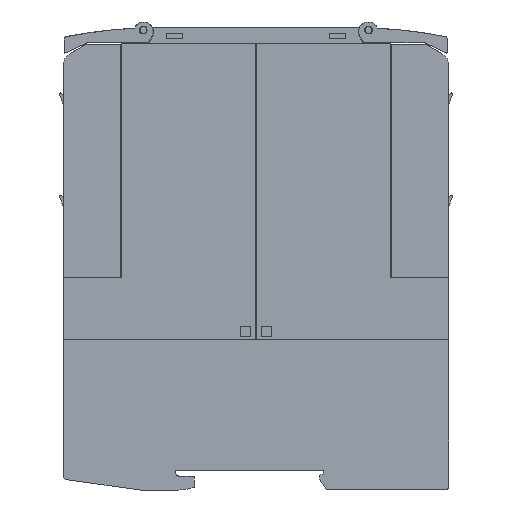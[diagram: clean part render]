
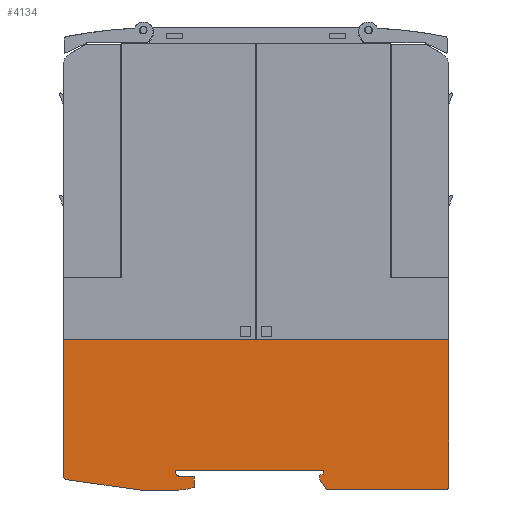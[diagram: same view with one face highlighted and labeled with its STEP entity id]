
A CAD part, left-side view. The second image highlights one B-rep face of the part: STEP entity #4134.
In plain terms, the highlighted planar face has unit normal (-1, 0, 0).
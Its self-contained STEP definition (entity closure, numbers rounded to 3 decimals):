
#4134=ADVANCED_FACE('',(#8372),#8373,.T.);
#8372=FACE_OUTER_BOUND('',#12602,.T.);
#8373=PLANE('',#12603);
#12602=EDGE_LOOP('',(#25774,#25775,#25776,#25777,#25778,#25779,#25780,#25781,#25782,#25783,#25784,#25785,#25786,#25787,#25788,#25789,#25790,#25791,#25792,#25793));
#12603=AXIS2_PLACEMENT_3D('',#25794,#25795,#25796);
#25774=ORIENTED_EDGE('',*,*,#30976,.F.);
#25775=ORIENTED_EDGE('',*,*,#31053,.F.);
#25776=ORIENTED_EDGE('',*,*,#31049,.F.);
#25777=ORIENTED_EDGE('',*,*,#31045,.F.);
#25778=ORIENTED_EDGE('',*,*,#31041,.F.);
#25779=ORIENTED_EDGE('',*,*,#31037,.F.);
#25780=ORIENTED_EDGE('',*,*,#31033,.F.);
#25781=ORIENTED_EDGE('',*,*,#31029,.F.);
#25782=ORIENTED_EDGE('',*,*,#31025,.F.);
#25783=ORIENTED_EDGE('',*,*,#31021,.F.);
#25784=ORIENTED_EDGE('',*,*,#31017,.F.);
#25785=ORIENTED_EDGE('',*,*,#31013,.F.);
#25786=ORIENTED_EDGE('',*,*,#31009,.F.);
#25787=ORIENTED_EDGE('',*,*,#31005,.F.);
#25788=ORIENTED_EDGE('',*,*,#31001,.F.);
#25789=ORIENTED_EDGE('',*,*,#30997,.F.);
#25790=ORIENTED_EDGE('',*,*,#30993,.F.);
#25791=ORIENTED_EDGE('',*,*,#30989,.F.);
#25792=ORIENTED_EDGE('',*,*,#30985,.F.);
#25793=ORIENTED_EDGE('',*,*,#30981,.F.);
#25794=CARTESIAN_POINT('',(0.05,51.068,19.348));
#25795=DIRECTION('',(-1.0,0.0,0.0));
#25796=DIRECTION('',(0.0,1.0,0.0));
#30976=EDGE_CURVE('',#38740,#38741,#38742,.T.);
#30981=EDGE_CURVE('',#38741,#38749,#38750,.T.);
#30985=EDGE_CURVE('',#38749,#38755,#38756,.T.);
#30989=EDGE_CURVE('',#38755,#38761,#38762,.T.);
#30993=EDGE_CURVE('',#38761,#38767,#38768,.T.);
#30997=EDGE_CURVE('',#38767,#38773,#38774,.T.);
#31001=EDGE_CURVE('',#38773,#38779,#38780,.T.);
#31005=EDGE_CURVE('',#38779,#38785,#38786,.T.);
#31009=EDGE_CURVE('',#38785,#38791,#38792,.T.);
#31013=EDGE_CURVE('',#38791,#38797,#38798,.T.);
#31017=EDGE_CURVE('',#38797,#38803,#38804,.T.);
#31021=EDGE_CURVE('',#38803,#38809,#38810,.T.);
#31025=EDGE_CURVE('',#38809,#38815,#38816,.T.);
#31029=EDGE_CURVE('',#38815,#38821,#38822,.T.);
#31033=EDGE_CURVE('',#38821,#38827,#38828,.T.);
#31037=EDGE_CURVE('',#38827,#38833,#38834,.T.);
#31041=EDGE_CURVE('',#38833,#38839,#38840,.T.);
#31045=EDGE_CURVE('',#38839,#38845,#38846,.T.);
#31049=EDGE_CURVE('',#38845,#38851,#38852,.T.);
#31053=EDGE_CURVE('',#38851,#38740,#38857,.T.);
#38740=VERTEX_POINT('',#50421);
#38741=VERTEX_POINT('',#50422);
#38742=CIRCLE('',#50423,10.);
#38749=VERTEX_POINT('',#50432);
#38750=LINE('',#50433,#50434);
#38755=VERTEX_POINT('',#50441);
#38756=LINE('',#50442,#50443);
#38761=VERTEX_POINT('',#50450);
#38762=CIRCLE('',#50451,1.);
#38767=VERTEX_POINT('',#50457);
#38768=LINE('',#50458,#50459);
#38773=VERTEX_POINT('',#50466);
#38774=LINE('',#50467,#50468);
#38779=VERTEX_POINT('',#50475);
#38780=LINE('',#50476,#50477);
#38785=VERTEX_POINT('',#50484);
#38786=CIRCLE('',#50485,1.);
#38791=VERTEX_POINT('',#50491);
#38792=LINE('',#50492,#50493);
#38797=VERTEX_POINT('',#50500);
#38798=LINE('',#50501,#50502);
#38803=VERTEX_POINT('',#50509);
#38804=LINE('',#50510,#50511);
#38809=VERTEX_POINT('',#50518);
#38810=LINE('',#50519,#50520);
#38815=VERTEX_POINT('',#50527);
#38816=LINE('',#50528,#50529);
#38821=VERTEX_POINT('',#50536);
#38822=LINE('',#50537,#50538);
#38827=VERTEX_POINT('',#50545);
#38828=CIRCLE('',#50546,0.3);
#38833=VERTEX_POINT('',#50552);
#38834=CIRCLE('',#50553,1.2);
#38839=VERTEX_POINT('',#50559);
#38840=LINE('',#50560,#50561);
#38845=VERTEX_POINT('',#50568);
#38846=LINE('',#50569,#50570);
#38851=VERTEX_POINT('',#50577);
#38852=LINE('',#50578,#50579);
#38857=LINE('',#50586,#50587);
#50421=CARTESIAN_POINT('',(0.05,68.786,0.256));
#50422=CARTESIAN_POINT('',(0.05,71.035,0.0));
#50423=AXIS2_PLACEMENT_3D('',#55319,#55320,#55321);
#50432=CARTESIAN_POINT('',(0.05,80.98,0.0));
#50433=CARTESIAN_POINT('',(0.05,71.035,0.0));
#50434=VECTOR('',#55327,1.0);
#50441=CARTESIAN_POINT('',(0.05,100.119,2.69));
#50442=CARTESIAN_POINT('',(0.05,80.98,0.0));
#50443=VECTOR('',#55330,1.0);
#50450=CARTESIAN_POINT('',(0.05,100.98,3.68));
#50451=AXIS2_PLACEMENT_3D('',#55333,#55334,#55335);
#50457=CARTESIAN_POINT('',(0.05,100.98,39.));
#50458=CARTESIAN_POINT('',(0.05,100.98,3.68));
#50459=VECTOR('',#55340,1.0);
#50466=CARTESIAN_POINT('',(0.05,0.98,39.));
#50467=CARTESIAN_POINT('',(0.05,100.98,39.));
#50468=VECTOR('',#55343,1.0);
#50475=CARTESIAN_POINT('',(0.05,0.98,1.));
#50476=CARTESIAN_POINT('',(0.05,0.98,39.));
#50477=VECTOR('',#55346,1.0);
#50484=CARTESIAN_POINT('',(0.05,1.98,0.));
#50485=AXIS2_PLACEMENT_3D('',#55349,#55350,#55351);
#50491=CARTESIAN_POINT('',(0.05,32.68,0.));
#50492=CARTESIAN_POINT('',(0.05,1.98,0.));
#50493=VECTOR('',#55356,1.0);
#50500=CARTESIAN_POINT('',(0.05,34.48,2.832));
#50501=CARTESIAN_POINT('',(0.05,32.68,0.));
#50502=VECTOR('',#55359,1.0);
#50509=CARTESIAN_POINT('',(0.05,34.48,3.832));
#50510=CARTESIAN_POINT('',(0.05,34.48,2.832));
#50511=VECTOR('',#55362,1.0);
#50518=CARTESIAN_POINT('',(0.05,33.48,4.1));
#50519=CARTESIAN_POINT('',(0.05,34.48,3.832));
#50520=VECTOR('',#55365,1.0);
#50527=CARTESIAN_POINT('',(0.05,33.48,5.1));
#50528=CARTESIAN_POINT('',(0.05,33.48,4.1));
#50529=VECTOR('',#55368,1.0);
#50536=CARTESIAN_POINT('',(0.05,71.68,5.1));
#50537=CARTESIAN_POINT('',(0.05,33.48,5.1));
#50538=VECTOR('',#55371,1.0);
#50545=CARTESIAN_POINT('',(0.05,71.98,4.8));
#50546=AXIS2_PLACEMENT_3D('',#55374,#55375,#55376);
#50552=CARTESIAN_POINT('',(0.05,70.78,3.6));
#50553=AXIS2_PLACEMENT_3D('',#55381,#55382,#55383);
#50559=CARTESIAN_POINT('',(0.05,67.78,3.6));
#50560=CARTESIAN_POINT('',(0.05,70.78,3.6));
#50561=VECTOR('',#55388,1.0);
#50568=CARTESIAN_POINT('',(0.05,66.98,3.4));
#50569=CARTESIAN_POINT('',(0.05,67.78,3.6));
#50570=VECTOR('',#55391,1.0);
#50577=CARTESIAN_POINT('',(0.05,66.98,0.673));
#50578=CARTESIAN_POINT('',(0.05,66.98,3.4));
#50579=VECTOR('',#55394,1.0);
#50586=CARTESIAN_POINT('',(0.05,66.98,0.673));
#50587=VECTOR('',#55397,1.0);
#55319=CARTESIAN_POINT('',(0.05,71.035,10.));
#55320=DIRECTION('',(1.0,0.0,0.0));
#55321=DIRECTION('',(0.0,0.,-1.0));
#55327=DIRECTION('',(0.0,1.0,0.0));
#55330=DIRECTION('',(0.0,0.99,0.139));
#55333=CARTESIAN_POINT('',(0.05,99.98,3.68));
#55334=DIRECTION('',(1.0,0.0,-0.0));
#55335=DIRECTION('',(0.0,1.0,0.));
#55340=DIRECTION('',(0.0,0.0,1.0));
#55343=DIRECTION('',(0.0,-1.0,0.0));
#55346=DIRECTION('',(0.0,0.0,-1.0));
#55349=CARTESIAN_POINT('',(0.05,1.98,1.));
#55350=DIRECTION('',(1.0,0.0,0.0));
#55351=DIRECTION('',(0.0,0.,-1.0));
#55356=DIRECTION('',(0.0,1.0,0.0));
#55359=DIRECTION('',(0.0,0.536,0.844));
#55362=DIRECTION('',(0.0,0.0,1.0));
#55365=DIRECTION('',(0.0,-0.966,0.259));
#55368=DIRECTION('',(0.0,0.0,1.0));
#55371=DIRECTION('',(0.0,1.0,0.0));
#55374=CARTESIAN_POINT('',(0.05,71.68,4.8));
#55375=DIRECTION('',(-1.0,0.0,0.0));
#55376=DIRECTION('',(0.0,0.,1.));
#55381=CARTESIAN_POINT('',(0.05,70.78,4.8));
#55382=DIRECTION('',(-1.0,0.0,0.0));
#55383=DIRECTION('',(0.0,1.0,0.));
#55388=DIRECTION('',(0.0,-1.0,0.0));
#55391=DIRECTION('',(0.0,-0.97,-0.243));
#55394=DIRECTION('',(0.0,0.,-1.0));
#55397=DIRECTION('',(0.0,0.974,-0.225));
